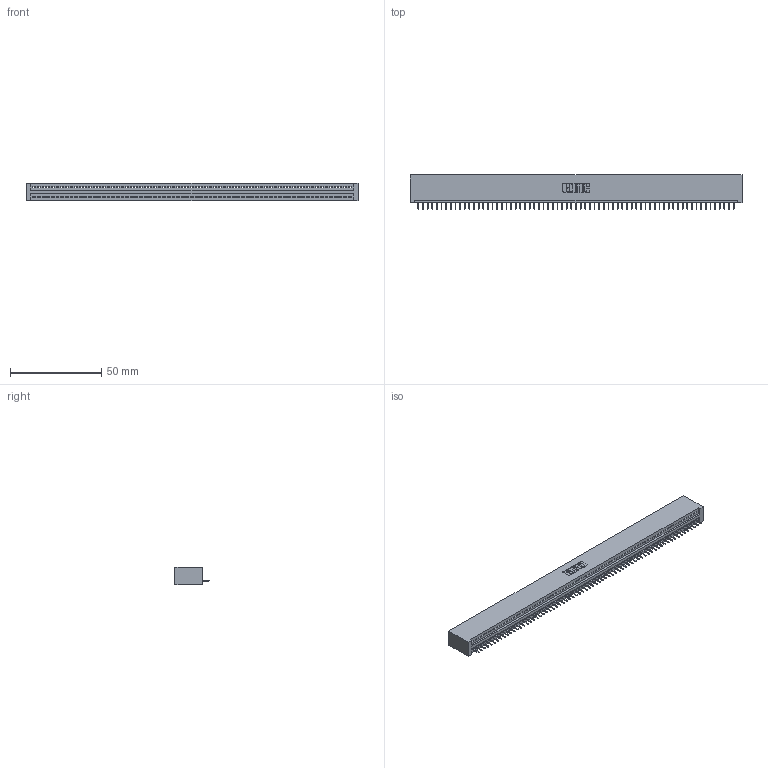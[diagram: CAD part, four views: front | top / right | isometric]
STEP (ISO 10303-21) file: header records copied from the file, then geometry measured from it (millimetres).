
FILE_DESCRIPTION (( 'STEP AP203' ), '1' );
FILE_NAME ('845-069-525-101.STEP', '2020-09-23T20:55:55', ( '' ), ( '' ), 'SwSTEP 2.0', 'SolidWorks 2020', '' );
FILE_SCHEMA (( 'CONFIG_CONTROL_DESIGN' ));
Length unit declared in the file: inch
Products named in the file (3): 845-069-525-101; 845 Part_No Mounting Lugs; 345-292-001_345-293-125
Assembly tree (70 placements, depth 2):
  845-069-525-101
    845 Part_No Mounting Lugs
    345-292-001_345-293-125  x69
Bounding box: 181.86 x 18.72 x 9.4 mm (x, y, z)
Volume: 17797.4 mm3; surface area: 23268.8 mm2
Topology: 70 solids, 70 shells, 4396 faces, 12737 edges, 8214 vertices
Faces by surface type: plane 3250, cylinder 1146
Entity records: 48093 total; most frequent: ORIENTED_EDGE 8338, CARTESIAN_POINT 8335, DIRECTION 7235, EDGE_CURVE 4169, VECTOR 3773, LINE 3773, VERTEX_POINT 2774, AXIS2_PLACEMENT_3D 1731
